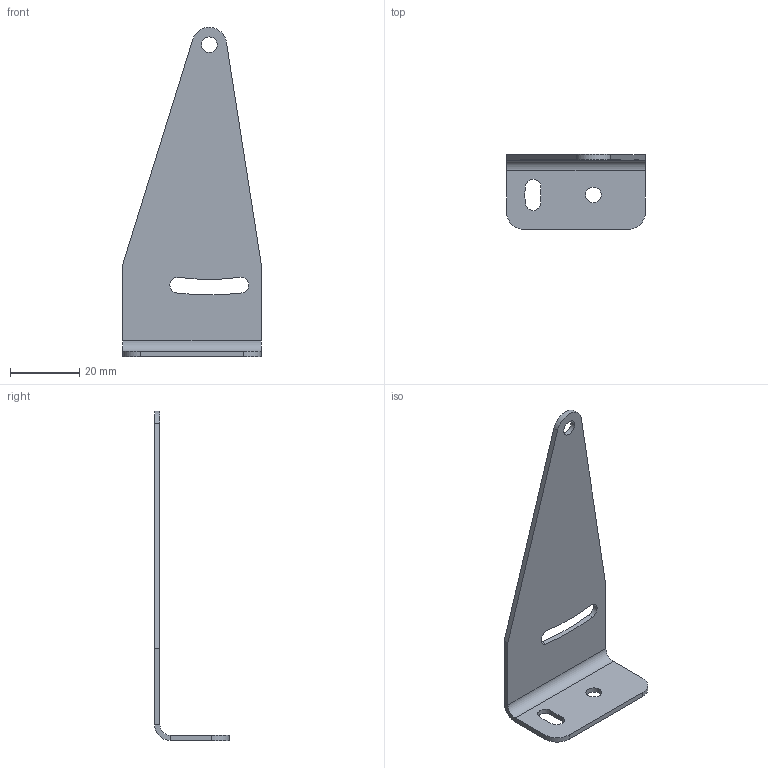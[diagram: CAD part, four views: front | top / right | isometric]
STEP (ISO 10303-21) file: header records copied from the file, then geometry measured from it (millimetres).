
FILE_DESCRIPTION(/* description */ ('Unknown'),/* implementation_level */ '2;1');
FILE_NAME(/* name */ '_PV-KU-U25-S',/* time_stamp */ '2021-01-19T09:04:42+05:00',/* author */ ('Unknown'),/* organization */ ('Unknown'),/* preprocessor_version */ 'ST-DEVELOPER v16.7',/* originating_system */ 'Solid Edge',/* authorisation */ 'Unknown');
FILE_SCHEMA (('AUTOMOTIVE_DESIGN {1 0 10303 214 3 1 1}'));
Length unit declared in the file: millimetre
Products named in the file (1): ﾀ2.015 ﾊ煇鳫 ﾓ25
Bounding box: 40 x 21.5 x 94.99 mm (x, y, z)
Volume: 4881.8 mm3; surface area: 7070.7 mm2
Topology: 1 solids, 1 shells, 28 faces, 71 edges, 45 vertices
Faces by surface type: cylinder 15, plane 13
Full cylindrical faces by diameter (mm): 4.5 x2
Entity records: 876 total; most frequent: DIRECTION 156, CARTESIAN_POINT 141, ORIENTED_EDGE 136, EDGE_CURVE 68, AXIS2_PLACEMENT_3D 59, VERTEX_POINT 44, LINE 38, VECTOR 38
